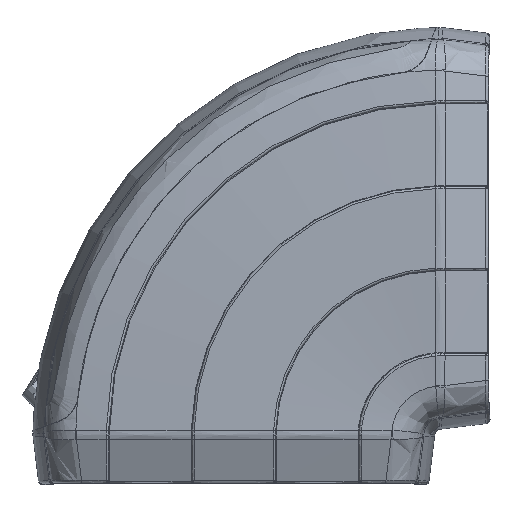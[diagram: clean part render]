
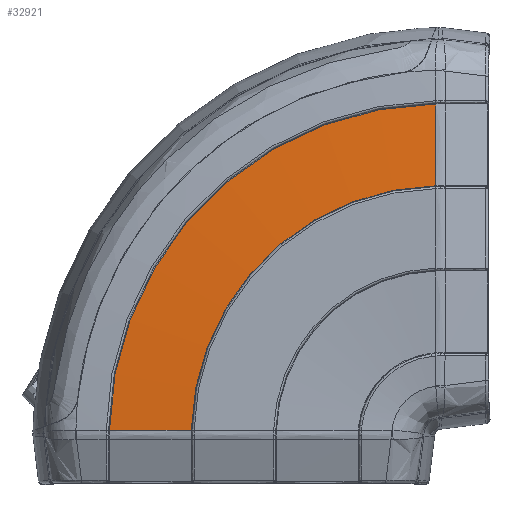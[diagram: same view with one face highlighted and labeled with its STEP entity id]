
A CAD part, left-side view. The second image highlights one B-rep face of the part: STEP entity #32921.
In plain terms, the highlighted toroidal (fillet/blend) face has major radius 67.882 mm and minor radius 403.824 mm.
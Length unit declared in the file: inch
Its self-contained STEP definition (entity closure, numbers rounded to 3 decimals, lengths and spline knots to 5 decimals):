
#1505 = CARTESIAN_POINT ( 'NONE',  ( -1.75113, 1.93323, -2.54027 ) ) ;
#2692 = AXIS2_PLACEMENT_3D ( 'NONE', #11042, #73013, #57756 ) ;
#2776 = VERTEX_POINT ( 'NONE', #46745 ) ;
#4557 = CARTESIAN_POINT ( 'NONE',  ( -1.80049, -2.19028, 0.91796 ) ) ;
#6074 = CARTESIAN_POINT ( 'NONE',  ( -1.79803, -2.19027, 0.96294 ) ) ;
#8588 = CARTESIAN_POINT ( 'NONE',  ( -1.78627, 1.50095, -2.54035 ) ) ;
#9087 = CARTESIAN_POINT ( 'NONE',  ( -1.78518, 1.51676, -2.54035 ) ) ;
#10944 = AXIS2_PLACEMENT_3D ( 'NONE', #85811, #25679, #57626 ) ;
#11042 = CARTESIAN_POINT ( 'NONE',  ( 14.07544, -2.25301, -2.60313 ) ) ;
#11498 = VERTEX_POINT ( 'NONE', #57845 ) ;
#11873 = EDGE_LOOP ( 'NONE', ( #20094, #59306, #73649, #57180 ) ) ;
#12126 = CARTESIAN_POINT ( 'NONE',  ( -1.74162, -2.19014, 1.67669 ) ) ;
#13800 = CARTESIAN_POINT ( 'NONE',  ( -1.74162, 2.02681, -2.54026 ) ) ;
#15219 = CARTESIAN_POINT ( 'NONE',  ( -1.78392, 1.53491, -2.54034 ) ) ;
#17216 = CARTESIAN_POINT ( 'NONE',  ( -1.77412, 1.66706, -2.54032 ) ) ;
#17585 = B_SPLINE_CURVE_WITH_KNOTS ( 'NONE', 3,
 ( #71076, #1505, #79195, #92454, #17216, #85316, #40066, #15219, #9087, #84808, #32459, #8588, #54806, #46194, #23317, #63419, #24815, #24327 ),
 .UNSPECIFIED., .F., .F.,
 ( 4, 2, 2, 1, 1, 1, 1, 1, 1, 2, 2, 4 ),
 ( 0., 0.25, 0.375, 0.4375, 0.46875, 0.48438, 0.49219, 0.49609, 0.49805, 0.49902, 0.5, 1. ),
 .UNSPECIFIED. ) ;
#18884 = VERTEX_POINT ( 'NONE', #92470 ) ;
#19749 = CARTESIAN_POINT ( 'NONE',  ( -1.79184, -2.19025, 1.06629 ) ) ;
#20094 = ORIENTED_EDGE ( 'NONE', *, *, #26998, .T. ) ;
#22453 = EDGE_CURVE ( 'NONE', #2776, #18884, #75890, .T. ) ;
#23317 = CARTESIAN_POINT ( 'NONE',  ( -1.78639, 1.49906, -2.54035 ) ) ;
#24327 = CARTESIAN_POINT ( 'NONE',  ( -1.81361, 0.96879, -2.54047 ) ) ;
#24815 = CARTESIAN_POINT ( 'NONE',  ( -1.80795, 1.1323, -2.54043 ) ) ;
#25679 = DIRECTION ( 'NONE',  ( 1., 0., 0. ) ) ;
#26998 = EDGE_CURVE ( 'NONE', #32632, #2776, #17585, .T. ) ;
#27018 = AXIS2_PLACEMENT_3D ( 'NONE', #74199, #60971, #51852 ) ;
#28399 = CARTESIAN_POINT ( 'NONE',  ( -1.7752, -2.1902, 1.31343 ) ) ;
#28919 = CARTESIAN_POINT ( 'NONE',  ( -1.78918, -2.19024, 1.10725 ) ) ;
#32459 = CARTESIAN_POINT ( 'NONE',  ( -1.78611, 1.5032, -2.54035 ) ) ;
#32632 = VERTEX_POINT ( 'NONE', #13800 ) ;
#32921 = ADVANCED_FACE ( 'NONE', ( #94407 ), #88648, .T. ) ;
#36524 = CARTESIAN_POINT ( 'NONE',  ( -1.7866, -2.19023, 1.14598 ) ) ;
#37034 = CARTESIAN_POINT ( 'NONE',  ( -1.78652, -2.19023, 1.14709 ) ) ;
#40066 = CARTESIAN_POINT ( 'NONE',  ( -1.78132, 1.57144, -2.54034 ) ) ;
#44128 = CARTESIAN_POINT ( 'NONE',  ( -1.81361, -2.19036, 0.61867 ) ) ;
#44862 = CIRCLE ( 'NONE', #27018, 4.28028 ) ;
#46194 = CARTESIAN_POINT ( 'NONE',  ( -1.78638, 1.49934, -2.54035 ) ) ;
#46745 = CARTESIAN_POINT ( 'NONE',  ( -1.81361, 0.96879, -2.54047 ) ) ;
#50732 = CARTESIAN_POINT ( 'NONE',  ( -1.78677, -2.19023, 1.14339 ) ) ;
#51852 = DIRECTION ( 'NONE',  ( 0., 0.015, 1. ) ) ;
#54806 = CARTESIAN_POINT ( 'NONE',  ( -1.78633, 1.49998, -2.54035 ) ) ;
#57180 = ORIENTED_EDGE ( 'NONE', *, *, #60230, .T. ) ;
#57626 = DIRECTION ( 'NONE',  ( 0., 0.005, 1. ) ) ;
#57756 = DIRECTION ( 'NONE',  ( 0., -1., 0. ) ) ;
#57845 = CARTESIAN_POINT ( 'NONE',  ( -1.74162, -2.19014, 1.67669 ) ) ;
#59306 = ORIENTED_EDGE ( 'NONE', *, *, #22453, .T. ) ;
#60230 = EDGE_CURVE ( 'NONE', #11498, #32632, #44862, .T. ) ;
#60971 = DIRECTION ( 'NONE',  ( -1., 0., 0. ) ) ;
#63419 = CARTESIAN_POINT ( 'NONE',  ( -1.79933, 1.30899, -2.54039 ) ) ;
#66999 = CARTESIAN_POINT ( 'NONE',  ( -1.78647, -2.19023, 1.14783 ) ) ;
#71076 = CARTESIAN_POINT ( 'NONE',  ( -1.74162, 2.02681, -2.54026 ) ) ;
#73013 = DIRECTION ( 'NONE',  ( -1., 0., 0. ) ) ;
#73649 = ORIENTED_EDGE ( 'NONE', *, *, #100034, .T. ) ;
#74199 = CARTESIAN_POINT ( 'NONE',  ( -1.74162, -2.25301, -2.60313 ) ) ;
#75129 = CARTESIAN_POINT ( 'NONE',  ( -1.78644, -2.19023, 1.14825 ) ) ;
#75633 = CARTESIAN_POINT ( 'NONE',  ( -1.81078, -2.19033, 0.70043 ) ) ;
#75890 = CIRCLE ( 'NONE', #10944, 3.22241 ) ;
#79195 = CARTESIAN_POINT ( 'NONE',  ( -1.75952, 1.84242, -2.54029 ) ) ;
#81719 = CARTESIAN_POINT ( 'NONE',  ( -1.80721, -2.19031, 0.78547 ) ) ;
#82763 = CARTESIAN_POINT ( 'NONE',  ( -1.79396, -2.19025, 1.03164 ) ) ;
#83767 = CARTESIAN_POINT ( 'NONE',  ( -1.78712, -2.19023, 1.13821 ) ) ;
#84808 = CARTESIAN_POINT ( 'NONE',  ( -1.7858, 1.50772, -2.54035 ) ) ;
#85316 = CARTESIAN_POINT ( 'NONE',  ( -1.77898, 1.60314, -2.54033 ) ) ;
#85811 = CARTESIAN_POINT ( 'NONE',  ( -1.81361, -2.25301, -2.60313 ) ) ;
#88648 = TOROIDAL_SURFACE ( 'NONE', #2692, 2.67252, 15.89856 ) ;
#89857 = CARTESIAN_POINT ( 'NONE',  ( -1.78782, -2.19023, 1.12787 ) ) ;
#91232 = B_SPLINE_CURVE_WITH_KNOTS ( 'NONE', 3,
 ( #44128, #75633, #81719, #4557, #6074, #82763, #19749, #28919, #89857, #83767, #50732, #36524, #37034, #66999, #75129, #28399, #99022, #12126 ),
 .UNSPECIFIED., .F., .F.,
 ( 4, 2, 2, 1, 1, 1, 1, 1, 1, 2, 2, 4 ),
 ( 0., 0.25, 0.375, 0.4375, 0.46875, 0.48437, 0.49219, 0.49609, 0.49805, 0.49902, 0.5, 1. ),
 .UNSPECIFIED. ) ;
#92454 = CARTESIAN_POINT ( 'NONE',  ( -1.77065, 1.71038, -2.54031 ) ) ;
#92470 = CARTESIAN_POINT ( 'NONE',  ( -1.81361, -2.19036, 0.61867 ) ) ;
#94407 = FACE_OUTER_BOUND ( 'NONE', #11873, .T. ) ;
#99022 = CARTESIAN_POINT ( 'NONE',  ( -1.76064, -2.19017, 1.48953 ) ) ;
#100034 = EDGE_CURVE ( 'NONE', #18884, #11498, #91232, .T. ) ;
